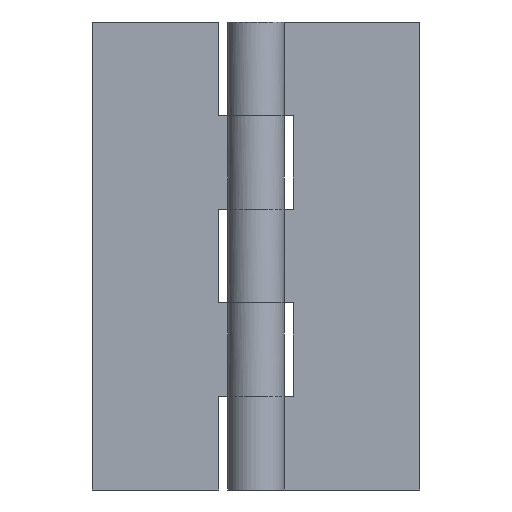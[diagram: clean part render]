
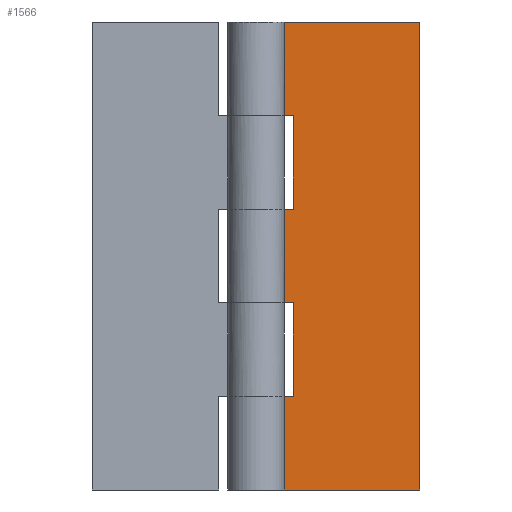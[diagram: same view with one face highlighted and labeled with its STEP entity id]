
A CAD part, front view. The second image highlights one B-rep face of the part: STEP entity #1566.
In plain terms, the highlighted free-form (B-spline) face has degree [1, 1] with [2, 2] control points.
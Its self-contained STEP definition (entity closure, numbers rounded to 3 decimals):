
#766=CARTESIAN_POINT('',(4.0,1.5,10.0));
#767=VERTEX_POINT('',#766);
#810=CARTESIAN_POINT('',(0.0,1.5,10.0));
#811=VERTEX_POINT('',#810);
#831=CARTESIAN_POINT('',(4.0,1.5,10.0));
#832=CARTESIAN_POINT('',(0.0,1.5,10.0));
#833=QUASI_UNIFORM_CURVE('',1,(#831,#832),.UNSPECIFIED.,.F.,.U.);
#834=EDGE_CURVE('',#767,#811,#833,.T.);
#844=CARTESIAN_POINT('',(4.0,1.5,20.));
#845=VERTEX_POINT('',#844);
#859=CARTESIAN_POINT('',(4.0,1.5,20.));
#860=CARTESIAN_POINT('',(4.0,1.5,10.0));
#861=QUASI_UNIFORM_CURVE('',1,(#859,#860),.UNSPECIFIED.,.F.,.U.);
#862=EDGE_CURVE('',#845,#767,#861,.T.);
#872=CARTESIAN_POINT('',(0.0,1.5,20.));
#873=VERTEX_POINT('',#872);
#929=CARTESIAN_POINT('',(0.0,1.5,20.));
#930=CARTESIAN_POINT('',(4.0,1.5,20.));
#931=QUASI_UNIFORM_CURVE('',1,(#929,#930),.UNSPECIFIED.,.F.,.U.);
#932=EDGE_CURVE('',#873,#845,#931,.T.);
#942=CARTESIAN_POINT('',(0.0,1.5,40.0));
#943=VERTEX_POINT('',#942);
#1000=CARTESIAN_POINT('',(4.0,1.5,40.0));
#1001=VERTEX_POINT('',#1000);
#1007=CARTESIAN_POINT('',(0.0,1.5,40.0));
#1008=CARTESIAN_POINT('',(4.0,1.5,40.0));
#1009=QUASI_UNIFORM_CURVE('',1,(#1007,#1008),.UNSPECIFIED.,.F.,.U.);
#1010=EDGE_CURVE('',#943,#1001,#1009,.T.);
#1028=CARTESIAN_POINT('',(4.0,1.5,30.));
#1029=VERTEX_POINT('',#1028);
#1035=CARTESIAN_POINT('',(4.0,1.5,40.0));
#1036=CARTESIAN_POINT('',(4.0,1.5,30.));
#1037=QUASI_UNIFORM_CURVE('',1,(#1035,#1036),.UNSPECIFIED.,.F.,.U.);
#1038=EDGE_CURVE('',#1001,#1029,#1037,.T.);
#1084=CARTESIAN_POINT('',(0.0,1.5,30.));
#1085=VERTEX_POINT('',#1084);
#1105=CARTESIAN_POINT('',(4.0,1.5,30.));
#1106=CARTESIAN_POINT('',(0.0,1.5,30.));
#1107=QUASI_UNIFORM_CURVE('',1,(#1105,#1106),.UNSPECIFIED.,.F.,.U.);
#1108=EDGE_CURVE('',#1029,#1085,#1107,.T.);
#1127=CARTESIAN_POINT('',(17.5,1.5,0.0));
#1128=VERTEX_POINT('',#1127);
#1134=CARTESIAN_POINT('',(0.0,1.5,0.0));
#1135=VERTEX_POINT('',#1134);
#1136=CARTESIAN_POINT('',(17.5,1.5,0.0));
#1137=CARTESIAN_POINT('',(0.0,1.5,0.0));
#1138=QUASI_UNIFORM_CURVE('',1,(#1136,#1137),.UNSPECIFIED.,.F.,.U.);
#1139=EDGE_CURVE('',#1128,#1135,#1138,.T.);
#1233=CARTESIAN_POINT('',(0.0,1.5,50.0));
#1234=VERTEX_POINT('',#1233);
#1254=CARTESIAN_POINT('',(17.5,1.5,50.0));
#1255=VERTEX_POINT('',#1254);
#1256=CARTESIAN_POINT('',(17.5,1.5,50.0));
#1257=CARTESIAN_POINT('',(0.0,1.5,50.0));
#1258=QUASI_UNIFORM_CURVE('',1,(#1256,#1257),.UNSPECIFIED.,.F.,.U.);
#1259=EDGE_CURVE('',#1255,#1234,#1258,.T.);
#1281=CARTESIAN_POINT('',(17.5,1.5,50.0));
#1282=CARTESIAN_POINT('',(17.5,1.5,0.0));
#1283=QUASI_UNIFORM_CURVE('',1,(#1281,#1282),.UNSPECIFIED.,.F.,.U.);
#1284=EDGE_CURVE('',#1255,#1128,#1283,.T.);
#1365=CARTESIAN_POINT('',(0.0,1.5,50.0));
#1366=CARTESIAN_POINT('',(0.0,1.5,40.0));
#1367=QUASI_UNIFORM_CURVE('',1,(#1365,#1366),.UNSPECIFIED.,.F.,.U.);
#1368=EDGE_CURVE('',#1234,#943,#1367,.T.);
#1506=CARTESIAN_POINT('',(0.0,1.5,10.0));
#1507=CARTESIAN_POINT('',(0.0,1.5,0.0));
#1508=QUASI_UNIFORM_CURVE('',1,(#1506,#1507),.UNSPECIFIED.,.F.,.U.);
#1509=EDGE_CURVE('',#811,#1135,#1508,.T.);
#1537=CARTESIAN_POINT('',(0.0,1.5,30.));
#1538=CARTESIAN_POINT('',(0.0,1.5,20.));
#1539=QUASI_UNIFORM_CURVE('',1,(#1537,#1538),.UNSPECIFIED.,.F.,.U.);
#1540=EDGE_CURVE('',#1085,#873,#1539,.T.);
#1547=CARTESIAN_POINT('',(-0.874,1.5,52.497));
#1548=CARTESIAN_POINT('',(-0.874,1.5,-2.498));
#1549=CARTESIAN_POINT('',(18.374,1.5,52.497));
#1550=CARTESIAN_POINT('',(18.374,1.5,-2.498));
#1551=B_SPLINE_SURFACE_WITH_KNOTS('',1,1,((#1547,#1549),(#1548,#1550)),.UNSPECIFIED.,.F.,.F.,.U.,(2,2),(2,2),(0.0,54.995),(0.0,19.248),.UNSPECIFIED.);
#1552=ORIENTED_EDGE('',*,*,#1540,.T.);
#1553=ORIENTED_EDGE('',*,*,#932,.T.);
#1554=ORIENTED_EDGE('',*,*,#862,.T.);
#1555=ORIENTED_EDGE('',*,*,#834,.T.);
#1556=ORIENTED_EDGE('',*,*,#1509,.T.);
#1557=ORIENTED_EDGE('',*,*,#1139,.F.);
#1558=ORIENTED_EDGE('',*,*,#1284,.F.);
#1559=ORIENTED_EDGE('',*,*,#1259,.T.);
#1560=ORIENTED_EDGE('',*,*,#1368,.T.);
#1561=ORIENTED_EDGE('',*,*,#1010,.T.);
#1562=ORIENTED_EDGE('',*,*,#1038,.T.);
#1563=ORIENTED_EDGE('',*,*,#1108,.T.);
#1564=EDGE_LOOP('',(#1552,#1553,#1554,#1555,#1556,#1557,#1558,#1559,#1560,#1561,#1562,#1563));
#1565=FACE_OUTER_BOUND('',#1564,.T.);
#1566=ADVANCED_FACE('',(#1565),#1551,.T.);
